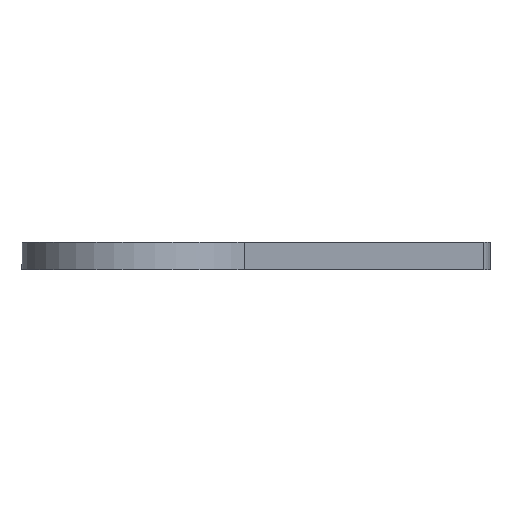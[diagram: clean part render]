
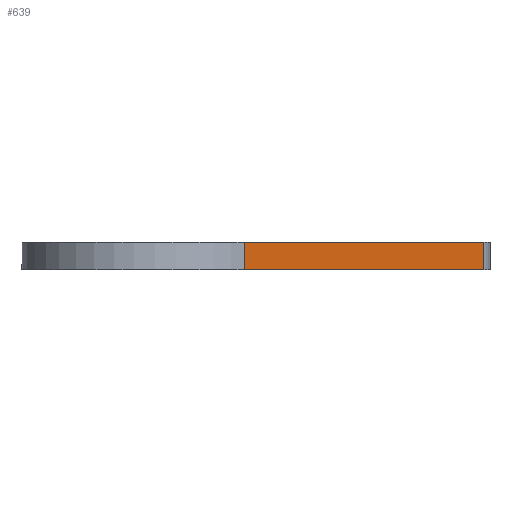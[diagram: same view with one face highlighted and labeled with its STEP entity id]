
A CAD part, left-side view. The second image highlights one B-rep face of the part: STEP entity #639.
In plain terms, the highlighted planar face has unit normal (-0.592, -0.806, 0).
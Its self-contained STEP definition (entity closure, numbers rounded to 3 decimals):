
#39=PLANE('',#713);
#67=FACE_OUTER_BOUND('',#111,.T.);
#111=EDGE_LOOP('',(#563,#564,#565,#566));
#122=LINE('',#916,#184);
#126=LINE('',#925,#188);
#146=LINE('',#997,#208);
#175=LINE('',#1073,#237);
#184=VECTOR('',#732,10.);
#188=VECTOR('',#740,10.);
#208=VECTOR('',#800,10.);
#237=VECTOR('',#881,10.);
#273=VERTEX_POINT('',#909);
#276=VERTEX_POINT('',#914);
#279=VERTEX_POINT('',#924);
#311=VERTEX_POINT('',#995);
#336=EDGE_CURVE('',#276,#273,#122,.T.);
#340=EDGE_CURVE('',#273,#279,#126,.T.);
#377=EDGE_CURVE('',#276,#311,#146,.T.);
#415=EDGE_CURVE('',#279,#311,#175,.T.);
#563=ORIENTED_EDGE('',*,*,#336,.F.);
#564=ORIENTED_EDGE('',*,*,#377,.T.);
#565=ORIENTED_EDGE('',*,*,#415,.F.);
#566=ORIENTED_EDGE('',*,*,#340,.F.);
#639=ADVANCED_FACE('',(#67),#39,.T.);
#713=AXIS2_PLACEMENT_3D('',#1072,#879,#880);
#732=DIRECTION('',(0.,0.,-1.));
#740=DIRECTION('',(-0.806,0.592,0.));
#800=DIRECTION('',(-0.806,0.592,0.));
#879=DIRECTION('center_axis',(-0.592,-0.806,0.));
#880=DIRECTION('ref_axis',(-0.806,0.592,0.));
#881=DIRECTION('',(0.,0.,1.));
#909=CARTESIAN_POINT('',(162.692,-692.954,79.45));
#914=CARTESIAN_POINT('',(162.692,-692.954,92.15));
#916=CARTESIAN_POINT('',(162.692,-692.954,85.8));
#924=CARTESIAN_POINT('',(10.875,-581.331,79.45));
#925=CARTESIAN_POINT('',(166.657,-695.869,79.45));
#995=CARTESIAN_POINT('',(10.875,-581.331,92.15));
#997=CARTESIAN_POINT('',(166.657,-695.869,92.15));
#1072=CARTESIAN_POINT('Origin',(166.657,-695.869,92.15));
#1073=CARTESIAN_POINT('',(10.875,-581.331,79.45));
